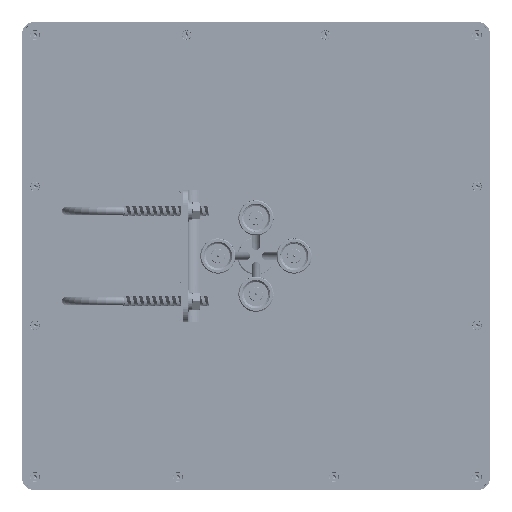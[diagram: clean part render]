
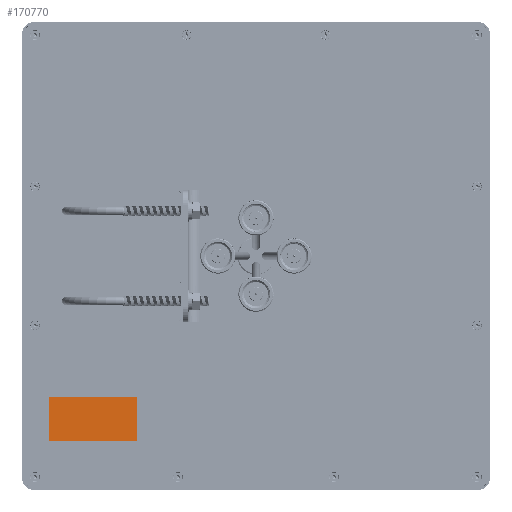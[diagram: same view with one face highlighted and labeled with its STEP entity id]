
A CAD part, front view. The second image highlights one B-rep face of the part: STEP entity #170770.
In plain terms, the highlighted face is planar.
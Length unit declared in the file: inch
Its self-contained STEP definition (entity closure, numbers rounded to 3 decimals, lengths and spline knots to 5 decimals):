
#3064 = LINE ( 'NONE', #180342, #45827 ) ;
#5886 = AXIS2_PLACEMENT_3D ( 'NONE', #22050, #54107, #165634 ) ;
#20649 = EDGE_LOOP ( 'NONE', ( #120386, #152115, #101874, #85267 ) ) ;
#22018 = VECTOR ( 'NONE', #23618, 39.37008 ) ;
#22050 = CARTESIAN_POINT ( 'NONE',  ( 0., 0., 0.01 ) ) ;
#23618 = DIRECTION ( 'NONE',  ( 0., -1., 0. ) ) ;
#24558 = LINE ( 'NONE', #169086, #22018 ) ;
#29105 = EDGE_CURVE ( 'NONE', #150995, #120810, #3064, .T. ) ;
#36032 = DIRECTION ( 'NONE',  ( -1., 0., 0. ) ) ;
#38043 = CARTESIAN_POINT ( 'NONE',  ( 2.69642, 3.19665, 0.01 ) ) ;
#45827 = VECTOR ( 'NONE', #105107, 39.37008 ) ;
#48024 = CARTESIAN_POINT ( 'NONE',  ( 4.69642, 3.19665, 0.01 ) ) ;
#53110 = VERTEX_POINT ( 'NONE', #38043 ) ;
#54107 = DIRECTION ( 'NONE',  ( 0., 0., 1. ) ) ;
#54825 = CARTESIAN_POINT ( 'NONE',  ( 4.69642, 4.19665, 0.01 ) ) ;
#56777 = EDGE_CURVE ( 'NONE', #53110, #150995, #98406, .T. ) ;
#64395 = LINE ( 'NONE', #165475, #183515 ) ;
#82467 = FACE_OUTER_BOUND ( 'NONE', #20649, .T. ) ;
#85267 = ORIENTED_EDGE ( 'NONE', *, *, #183164, .T. ) ;
#85893 = VERTEX_POINT ( 'NONE', #89717 ) ;
#86066 = CARTESIAN_POINT ( 'NONE',  ( 2.69642, 3.19665, 0.01 ) ) ;
#89717 = CARTESIAN_POINT ( 'NONE',  ( 2.69642, 4.19665, 0.01 ) ) ;
#98406 = LINE ( 'NONE', #86066, #180617 ) ;
#101874 = ORIENTED_EDGE ( 'NONE', *, *, #29105, .T. ) ;
#103186 = EDGE_CURVE ( 'NONE', #85893, #53110, #24558, .T. ) ;
#105107 = DIRECTION ( 'NONE',  ( 0., 1., 0. ) ) ;
#120386 = ORIENTED_EDGE ( 'NONE', *, *, #103186, .T. ) ;
#120810 = VERTEX_POINT ( 'NONE', #54825 ) ;
#123110 = PLANE ( 'NONE',  #5886 ) ;
#127655 = DIRECTION ( 'NONE',  ( 1., 0., 0. ) ) ;
#150995 = VERTEX_POINT ( 'NONE', #48024 ) ;
#152115 = ORIENTED_EDGE ( 'NONE', *, *, #56777, .T. ) ;
#165475 = CARTESIAN_POINT ( 'NONE',  ( 2.69642, 4.19665, 0.01 ) ) ;
#165634 = DIRECTION ( 'NONE',  ( 1., 0., 0. ) ) ;
#169086 = CARTESIAN_POINT ( 'NONE',  ( 2.69642, 4.19665, 0.01 ) ) ;
#170770 = ADVANCED_FACE ( 'NONE', ( #82467 ), #123110, .T. ) ;
#180342 = CARTESIAN_POINT ( 'NONE',  ( 4.69642, 4.19665, 0.01 ) ) ;
#180617 = VECTOR ( 'NONE', #127655, 39.37008 ) ;
#183164 = EDGE_CURVE ( 'NONE', #120810, #85893, #64395, .T. ) ;
#183515 = VECTOR ( 'NONE', #36032, 39.37008 ) ;
